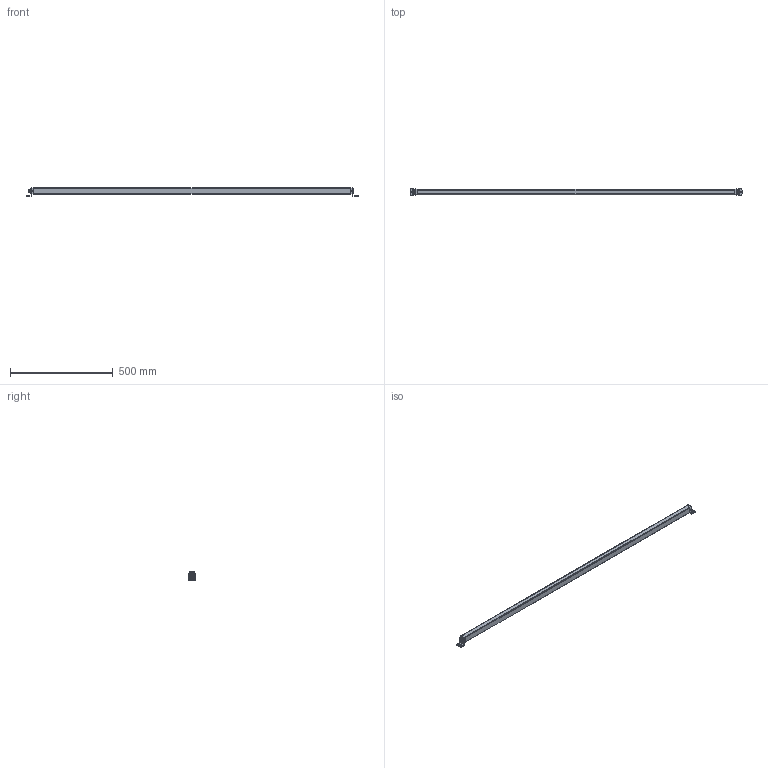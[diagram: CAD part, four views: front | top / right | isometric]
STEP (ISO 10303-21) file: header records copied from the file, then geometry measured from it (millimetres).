
FILE_DESCRIPTION((''),'2;1');
FILE_NAME('243406_SM01_ASM','2024-07-19T10:16:54',('banengservice'),('BANNER ENGINEERING'),'CREO PARAMETRIC BY PTC INC, 2022414','CREO PARAMETRIC BY PTC INC, 2022414','');
FILE_SCHEMA(('CONFIG_CONTROL_DESIGN'));
Length unit declared in the file: millimetre
Products named in the file (2): 243406_EP01; 243406_SM01_ASM
Assembly tree (1 placements, depth 2):
  243406_SM01_ASM
    243406_EP01
Bounding box: 1617.3 x 31.75 x 42.57 mm (x, y, z)
Volume: 1238239.8 mm3; surface area: 190803.6 mm2
Topology: 9 solids, 9 shells, 924 faces, 2396 edges, 1457 vertices
Faces by surface type: cylinder 385, plane 303, cone 80, torus 73, sphere 56, bspline 27
Entity records: 40022 total; most frequent: CARTESIAN_POINT 17209, DIRECTION 4997, ORIENTED_EDGE 4696, EDGE_CURVE 2348, AXIS2_PLACEMENT_3D 1951, VERTEX_POINT 1457, VECTOR 1095, LINE 1095
